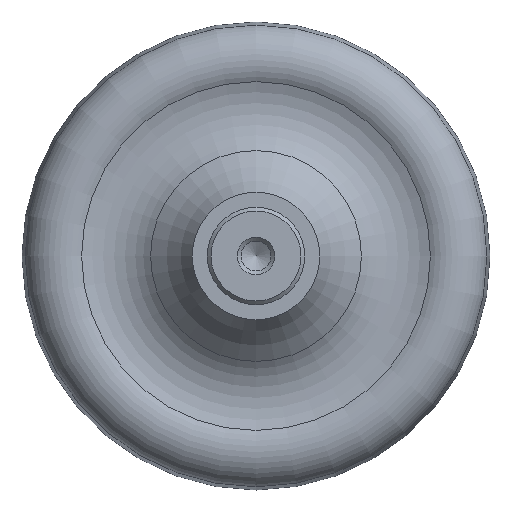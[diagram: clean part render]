
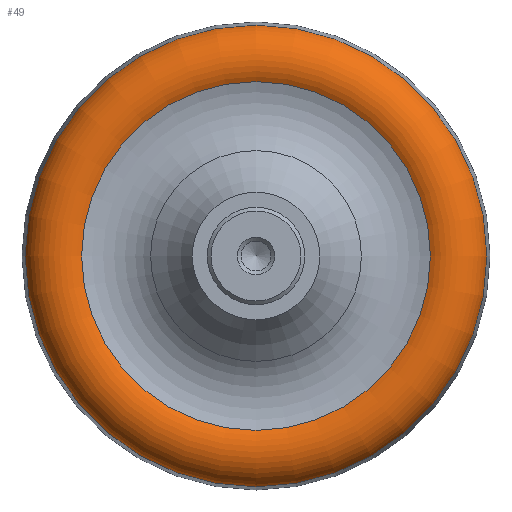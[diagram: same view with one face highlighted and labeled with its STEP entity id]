
A CAD part, left-side view. The second image highlights one B-rep face of the part: STEP entity #49.
In plain terms, the highlighted toroidal (fillet/blend) face has major radius 52 mm and minor radius 10 mm.
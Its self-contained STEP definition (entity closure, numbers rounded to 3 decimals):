
#49 = ADVANCED_FACE( '', ( #108, #109 ), #110, .T. );
#108 = FACE_OUTER_BOUND( '', #217, .T. );
#109 = FACE_OUTER_BOUND( '', #218, .T. );
#110 = TOROIDAL_SURFACE( '', #219, 52., 10. );
#217 = EDGE_LOOP( '', ( #291 ) );
#218 = EDGE_LOOP( '', ( #292 ) );
#219 = AXIS2_PLACEMENT_3D( '', #293, #294, #295 );
#291 = ORIENTED_EDGE( '', *, *, #381, .T. );
#292 = ORIENTED_EDGE( '', *, *, #382, .F. );
#293 = CARTESIAN_POINT( '', ( 32., 0., 0. ) );
#294 = DIRECTION( '', ( 1., 0., 0. ) );
#295 = DIRECTION( '', ( 0., 0., -1. ) );
#381 = EDGE_CURVE( '', #424, #424, #425, .T. );
#382 = EDGE_CURVE( '', #426, #426, #427, .T. );
#424 = VERTEX_POINT( '', #473 );
#425 = CIRCLE( '', #474, 46.51 );
#426 = VERTEX_POINT( '', #475 );
#427 = CIRCLE( '', #476, 61.539 );
#473 = CARTESIAN_POINT( '', ( 23.641, 0., -46.51 ) );
#474 = AXIS2_PLACEMENT_3D( '', #525, #526, #527 );
#475 = CARTESIAN_POINT( '', ( 29., 0., -61.539 ) );
#476 = AXIS2_PLACEMENT_3D( '', #528, #529, #530 );
#525 = CARTESIAN_POINT( '', ( 23.641, 0., 0. ) );
#526 = DIRECTION( '', ( 1., 0., 0. ) );
#527 = DIRECTION( '', ( 0., 0., -1. ) );
#528 = CARTESIAN_POINT( '', ( 29., 0., 0. ) );
#529 = DIRECTION( '', ( 1., 0., 0. ) );
#530 = DIRECTION( '', ( 0., 0., -1. ) );
